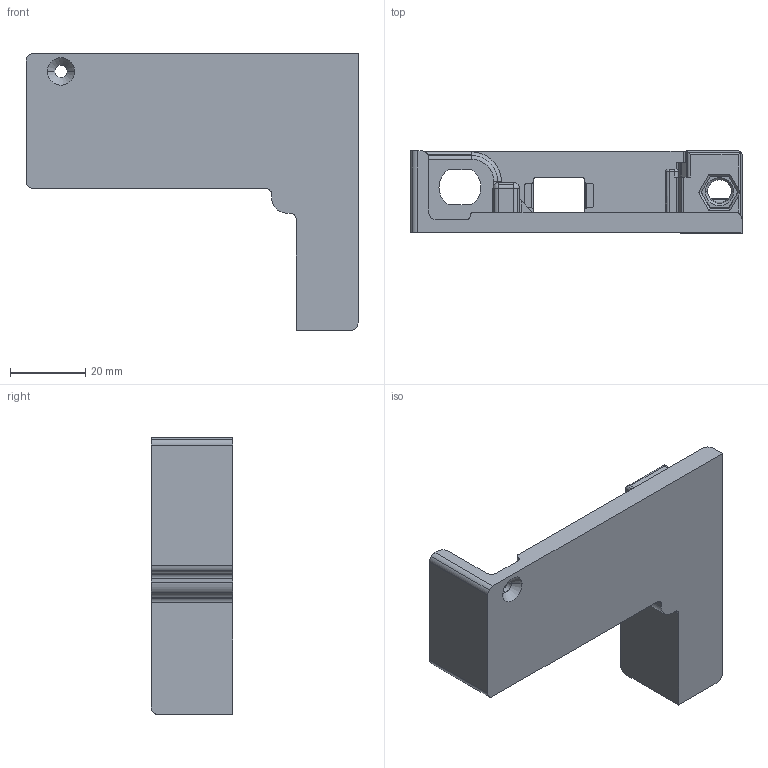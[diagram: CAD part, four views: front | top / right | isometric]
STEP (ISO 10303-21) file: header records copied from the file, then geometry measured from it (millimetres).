
FILE_DESCRIPTION(('STEP AP214'),'1');
FILE_NAME('case_rev2.stp','2025-05-24T17:59:54',(' '),(' '),'Spatial InterOp 3D',' ',' ');
FILE_SCHEMA(('AUTOMOTIVE_DESIGN { 1 0 10303 214 1 1 1 1 }'));
Length unit declared in the file: metre
Products named in the file (1): case_rev2
Bounding box: 88.4 x 21.8 x 73.75 mm (x, y, z)
Volume: 25957.3 mm3; surface area: 16942.4 mm2
Topology: 1 solids, 1 shells, 346 faces, 948 edges, 602 vertices
Faces by surface type: cylinder 196, plane 109, cone 22, torus 11, sphere 8
Entity records: 11264 total; most frequent: CARTESIAN_POINT 2207, DIRECTION 2000, ORIENTED_EDGE 1884, EDGE_CURVE 942, AXIS2_PLACEMENT_3D 749, VERTEX_POINT 602, LINE 502, VECTOR 502
